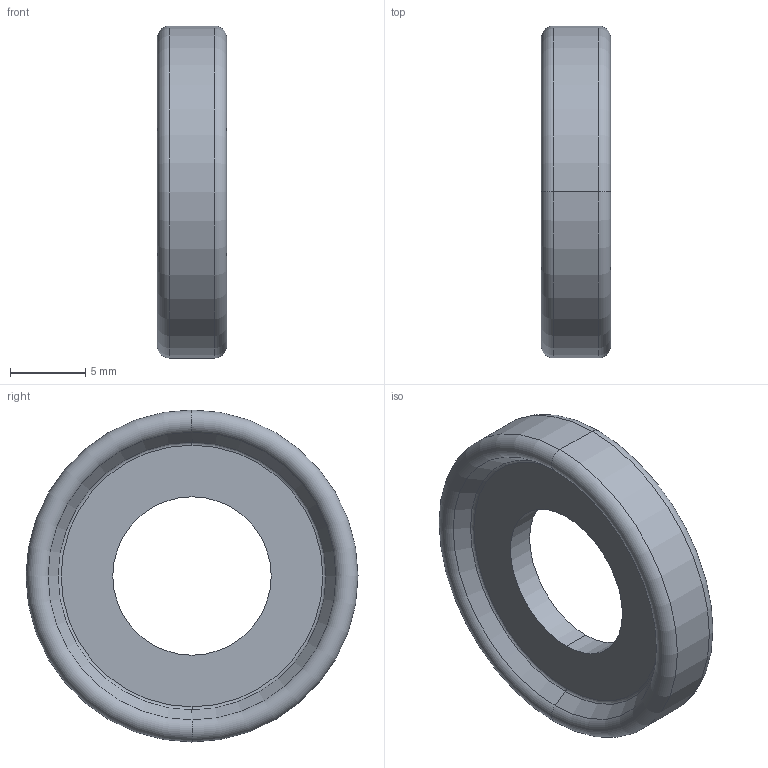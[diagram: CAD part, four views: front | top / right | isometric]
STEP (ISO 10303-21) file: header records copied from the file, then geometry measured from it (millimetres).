
FILE_DESCRIPTION (( 'STEP AP214' ), '1' );
FILE_NAME ('GK.IS1.D0008.PS.STEP', '2020-03-26T10:49:07', ( '' ), ( '' ), 'SwSTEP 2.0', 'SolidWorks 2019', '' );
FILE_SCHEMA (( 'AUTOMOTIVE_DESIGN' ));
Length unit declared in the file: millimetre
Products named in the file (1): GK.IS1.D0008.PS
Bounding box: 4.6 x 22 x 22 mm (x, y, z)
Volume: 810.7 mm3; surface area: 991.3 mm2
Topology: 1 solids, 1 shells, 18 faces, 36 edges, 20 vertices
Faces by surface type: torus 8, cone 4, cylinder 4, plane 2
Entity records: 510 total; most frequent: DIRECTION 102, CARTESIAN_POINT 75, ORIENTED_EDGE 72, AXIS2_PLACEMENT_3D 47, EDGE_CURVE 36, CIRCLE 28, EDGE_LOOP 20, VERTEX_POINT 20
